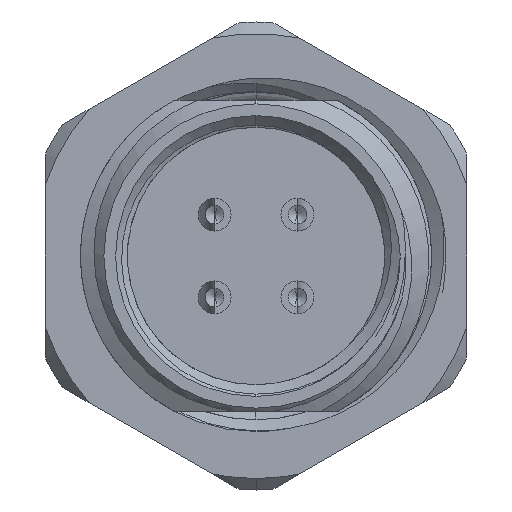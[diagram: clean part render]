
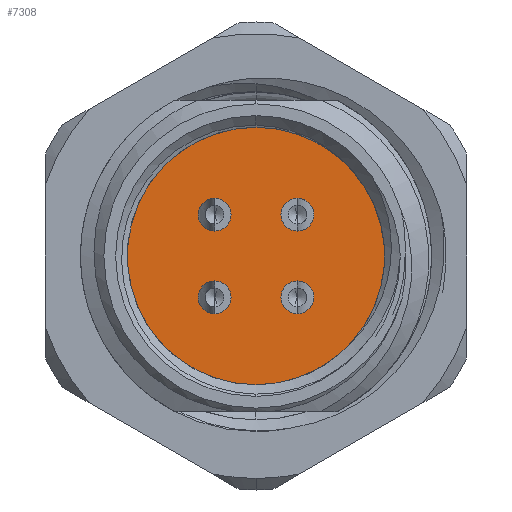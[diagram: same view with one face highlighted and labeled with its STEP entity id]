
A CAD part, left-side view. The second image highlights one B-rep face of the part: STEP entity #7308.
In plain terms, the highlighted planar face has unit normal (-1, 0, 0).
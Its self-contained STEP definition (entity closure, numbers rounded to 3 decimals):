
#483 = CIRCLE ( 'NONE', #10046, 0.7 ) ;
#526 = EDGE_CURVE ( 'NONE', #7006, #3940, #10401, .T. ) ;
#632 = CIRCLE ( 'NONE', #4065, 0.7 ) ;
#714 = ORIENTED_EDGE ( 'NONE', *, *, #5310, .F. ) ;
#931 = CARTESIAN_POINT ( 'NONE',  ( -11.3, 0., -6. ) ) ;
#1079 = CARTESIAN_POINT ( 'NONE',  ( -11.3, 1.768, -1.768 ) ) ;
#1136 = CARTESIAN_POINT ( 'NONE',  ( -11.3, 1.768, 2.468 ) ) ;
#1280 = CARTESIAN_POINT ( 'NONE',  ( -11.3, 1.768, 1.068 ) ) ;
#1485 = DIRECTION ( 'NONE',  ( -1., 0., 0. ) ) ;
#1507 = VERTEX_POINT ( 'NONE', #11327 ) ;
#1718 = CARTESIAN_POINT ( 'NONE',  ( -11.3, -1.768, -1.768 ) ) ;
#1742 = VERTEX_POINT ( 'NONE', #1280 ) ;
#1756 = EDGE_CURVE ( 'NONE', #11101, #1742, #7965, .T. ) ;
#1772 = CARTESIAN_POINT ( 'NONE',  ( -11.3, -1.768, 2.468 ) ) ;
#1896 = DIRECTION ( 'NONE',  ( -1., 0., 0. ) ) ;
#1904 = DIRECTION ( 'NONE',  ( 0., 0., 1. ) ) ;
#1934 = ORIENTED_EDGE ( 'NONE', *, *, #6698, .T. ) ;
#2097 = VERTEX_POINT ( 'NONE', #7330 ) ;
#2516 = CIRCLE ( 'NONE', #5810, 6. ) ;
#2661 = CARTESIAN_POINT ( 'NONE',  ( -11.3, -1.768, -2.468 ) ) ;
#2680 = AXIS2_PLACEMENT_3D ( 'NONE', #6088, #6980, #4136 ) ;
#2867 = FACE_BOUND ( 'NONE', #3257, .T. ) ;
#3045 = DIRECTION ( 'NONE',  ( -1., 0., 0. ) ) ;
#3081 = CARTESIAN_POINT ( 'NONE',  ( -11.3, 1.768, 1.768 ) ) ;
#3144 = ORIENTED_EDGE ( 'NONE', *, *, #5402, .F. ) ;
#3257 = EDGE_LOOP ( 'NONE', ( #5150, #3144 ) ) ;
#3419 = DIRECTION ( 'NONE',  ( 0., 0., 1. ) ) ;
#3554 = VERTEX_POINT ( 'NONE', #11244 ) ;
#3670 = VERTEX_POINT ( 'NONE', #4091 ) ;
#3734 = AXIS2_PLACEMENT_3D ( 'NONE', #1079, #7544, #5736 ) ;
#3940 = VERTEX_POINT ( 'NONE', #2661 ) ;
#4065 = AXIS2_PLACEMENT_3D ( 'NONE', #7126, #11841, #8090 ) ;
#4091 = CARTESIAN_POINT ( 'NONE',  ( -11.3, -1.768, 1.068 ) ) ;
#4136 = DIRECTION ( 'NONE',  ( 0., 0., 1. ) ) ;
#4500 = ORIENTED_EDGE ( 'NONE', *, *, #1756, .F. ) ;
#4630 = EDGE_CURVE ( 'NONE', #5401, #3554, #2516, .T. ) ;
#4722 = FACE_BOUND ( 'NONE', #10839, .T. ) ;
#4853 = DIRECTION ( 'NONE',  ( 1., 0., 0. ) ) ;
#4907 = DIRECTION ( 'NONE',  ( 0., 0., 1. ) ) ;
#5150 = ORIENTED_EDGE ( 'NONE', *, *, #526, .F. ) ;
#5172 = ORIENTED_EDGE ( 'NONE', *, *, #4630, .T. ) ;
#5249 = DIRECTION ( 'NONE',  ( 0., 0., 1. ) ) ;
#5278 = AXIS2_PLACEMENT_3D ( 'NONE', #7358, #11913, #11055 ) ;
#5310 = EDGE_CURVE ( 'NONE', #3670, #6414, #632, .T. ) ;
#5401 = VERTEX_POINT ( 'NONE', #931 ) ;
#5402 = EDGE_CURVE ( 'NONE', #3940, #7006, #10823, .T. ) ;
#5423 = CIRCLE ( 'NONE', #3734, 0.7 ) ;
#5482 = ORIENTED_EDGE ( 'NONE', *, *, #5549, .F. ) ;
#5520 = CARTESIAN_POINT ( 'NONE',  ( -11.3, -1.768, 1.768 ) ) ;
#5544 = EDGE_LOOP ( 'NONE', ( #4500, #5482 ) ) ;
#5549 = EDGE_CURVE ( 'NONE', #1742, #11101, #11837, .T. ) ;
#5662 = CARTESIAN_POINT ( 'NONE',  ( -11.3, 1.768, 1.768 ) ) ;
#5736 = DIRECTION ( 'NONE',  ( 0., 0., 1. ) ) ;
#5810 = AXIS2_PLACEMENT_3D ( 'NONE', #8099, #7983, #3419 ) ;
#5856 = DIRECTION ( 'NONE',  ( 0., 0., -1. ) ) ;
#6055 = CARTESIAN_POINT ( 'NONE',  ( -11.3, 0., 0. ) ) ;
#6088 = CARTESIAN_POINT ( 'NONE',  ( -11.3, 1.768, -1.768 ) ) ;
#6397 = EDGE_CURVE ( 'NONE', #6414, #3670, #483, .T. ) ;
#6414 = VERTEX_POINT ( 'NONE', #1772 ) ;
#6698 = EDGE_CURVE ( 'NONE', #3554, #5401, #10373, .T. ) ;
#6747 = CIRCLE ( 'NONE', #2680, 0.7 ) ;
#6980 = DIRECTION ( 'NONE',  ( -1., 0., 0. ) ) ;
#7006 = VERTEX_POINT ( 'NONE', #8463 ) ;
#7126 = CARTESIAN_POINT ( 'NONE',  ( -11.3, -1.768, 1.768 ) ) ;
#7144 = AXIS2_PLACEMENT_3D ( 'NONE', #6055, #1485, #5249 ) ;
#7308 = ADVANCED_FACE ( 'NONE', ( #7779, #4722, #2867, #8089, #9390 ), #10971, .F. ) ;
#7330 = CARTESIAN_POINT ( 'NONE',  ( -11.3, 1.768, -1.068 ) ) ;
#7358 = CARTESIAN_POINT ( 'NONE',  ( -11.3, -1.768, -1.768 ) ) ;
#7464 = AXIS2_PLACEMENT_3D ( 'NONE', #11336, #4853, #5856 ) ;
#7544 = DIRECTION ( 'NONE',  ( -1., 0., 0. ) ) ;
#7779 = FACE_BOUND ( 'NONE', #5544, .T. ) ;
#7913 = EDGE_LOOP ( 'NONE', ( #1934, #5172 ) ) ;
#7965 = CIRCLE ( 'NONE', #10554, 0.7 ) ;
#7983 = DIRECTION ( 'NONE',  ( -1., 0., 0. ) ) ;
#8089 = FACE_BOUND ( 'NONE', #10195, .T. ) ;
#8090 = DIRECTION ( 'NONE',  ( 0., 0., 1. ) ) ;
#8099 = CARTESIAN_POINT ( 'NONE',  ( -11.3, 0., 0. ) ) ;
#8330 = EDGE_CURVE ( 'NONE', #2097, #1507, #6747, .T. ) ;
#8463 = CARTESIAN_POINT ( 'NONE',  ( -11.3, -1.768, -1.068 ) ) ;
#8485 = DIRECTION ( 'NONE',  ( -1., 0., 0. ) ) ;
#9020 = DIRECTION ( 'NONE',  ( -1., 0., 0. ) ) ;
#9226 = AXIS2_PLACEMENT_3D ( 'NONE', #1718, #9020, #11925 ) ;
#9390 = FACE_OUTER_BOUND ( 'NONE', #7913, .T. ) ;
#10046 = AXIS2_PLACEMENT_3D ( 'NONE', #5520, #1896, #11081 ) ;
#10195 = EDGE_LOOP ( 'NONE', ( #11963, #11544 ) ) ;
#10317 = ORIENTED_EDGE ( 'NONE', *, *, #6397, .F. ) ;
#10373 = CIRCLE ( 'NONE', #7144, 6. ) ;
#10401 = CIRCLE ( 'NONE', #9226, 0.7 ) ;
#10554 = AXIS2_PLACEMENT_3D ( 'NONE', #3081, #3045, #4907 ) ;
#10823 = CIRCLE ( 'NONE', #5278, 0.7 ) ;
#10839 = EDGE_LOOP ( 'NONE', ( #10317, #714 ) ) ;
#10971 = PLANE ( 'NONE',  #7464 ) ;
#11055 = DIRECTION ( 'NONE',  ( 0., 0., 1. ) ) ;
#11081 = DIRECTION ( 'NONE',  ( 0., 0., 1. ) ) ;
#11101 = VERTEX_POINT ( 'NONE', #1136 ) ;
#11244 = CARTESIAN_POINT ( 'NONE',  ( -11.3, 0., 6. ) ) ;
#11327 = CARTESIAN_POINT ( 'NONE',  ( -11.3, 1.768, -2.468 ) ) ;
#11336 = CARTESIAN_POINT ( 'NONE',  ( -11.3, 4., 0. ) ) ;
#11544 = ORIENTED_EDGE ( 'NONE', *, *, #12066, .F. ) ;
#11611 = AXIS2_PLACEMENT_3D ( 'NONE', #5662, #8485, #1904 ) ;
#11837 = CIRCLE ( 'NONE', #11611, 0.7 ) ;
#11841 = DIRECTION ( 'NONE',  ( -1., 0., 0. ) ) ;
#11913 = DIRECTION ( 'NONE',  ( -1., 0., 0. ) ) ;
#11925 = DIRECTION ( 'NONE',  ( 0., 0., 1. ) ) ;
#11963 = ORIENTED_EDGE ( 'NONE', *, *, #8330, .F. ) ;
#12066 = EDGE_CURVE ( 'NONE', #1507, #2097, #5423, .T. ) ;
